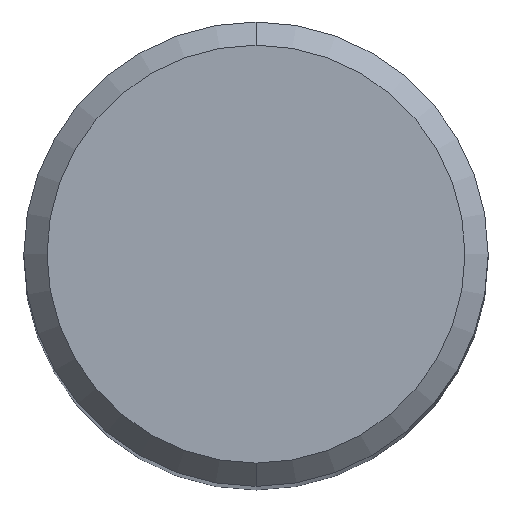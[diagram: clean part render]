
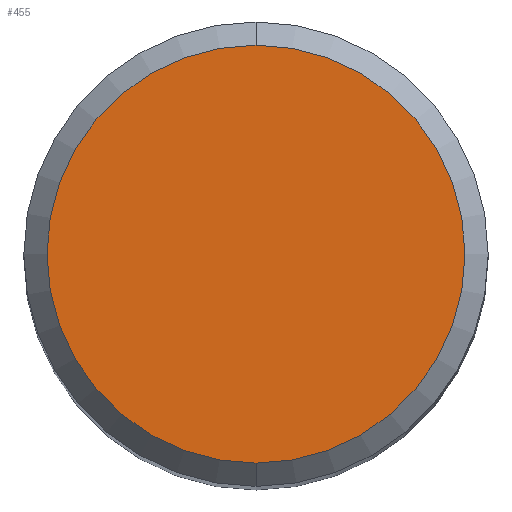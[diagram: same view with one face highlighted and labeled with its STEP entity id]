
A CAD part, top view. The second image highlights one B-rep face of the part: STEP entity #455.
In plain terms, the highlighted planar face has unit normal (0, 0, 1).
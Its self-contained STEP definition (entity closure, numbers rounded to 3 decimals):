
#177=VERTEX_POINT('',#484);
#181=EDGE_CURVE('',#177,#251,#489,.T.);
#185=EDGE_CURVE('',#251,#177,#493,.T.);
#251=VERTEX_POINT('',#567);
#455=ADVANCED_FACE('',(#790),#791,.T.);
#484=CARTESIAN_POINT('',(0.0,3.6,0.0));
#489=CIRCLE('',#819,3.6);
#493=CIRCLE('',#826,3.6);
#567=CARTESIAN_POINT('',(0.,-3.6,0.0));
#790=FACE_OUTER_BOUND('',#1441,.T.);
#791=PLANE('',#1442);
#819=AXIS2_PLACEMENT_3D('',#1465,#1466,#1467);
#826=AXIS2_PLACEMENT_3D('',#1469,#1470,#1471);
#1441=EDGE_LOOP('',(#1794,#1795));
#1442=AXIS2_PLACEMENT_3D('',#1796,#1797,#1798);
#1465=CARTESIAN_POINT('',(0.0,0.0,0.0));
#1466=DIRECTION('',(0.0,0.0,-1.0));
#1467=DIRECTION('',(0.0,1.0,0.0));
#1469=CARTESIAN_POINT('',(0.0,0.0,0.0));
#1470=DIRECTION('',(0.0,0.0,-1.0));
#1471=DIRECTION('',(0.0,1.0,0.0));
#1794=ORIENTED_EDGE('',*,*,#181,.F.);
#1795=ORIENTED_EDGE('',*,*,#185,.F.);
#1796=CARTESIAN_POINT('',(0.0,1.8,0.0));
#1797=DIRECTION('',(-0.0,0.0,1.0));
#1798=DIRECTION('',(0.0,-1.0,0.0));
